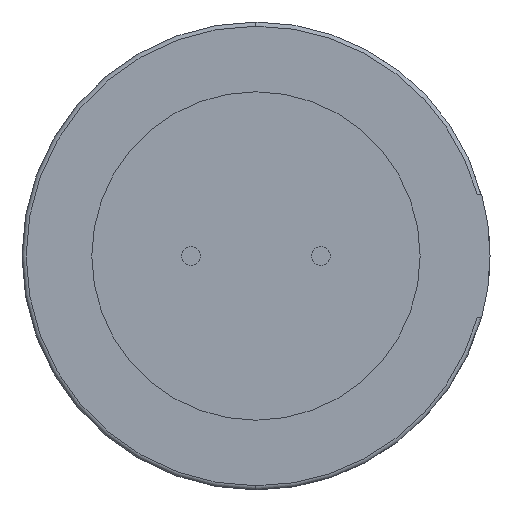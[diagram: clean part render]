
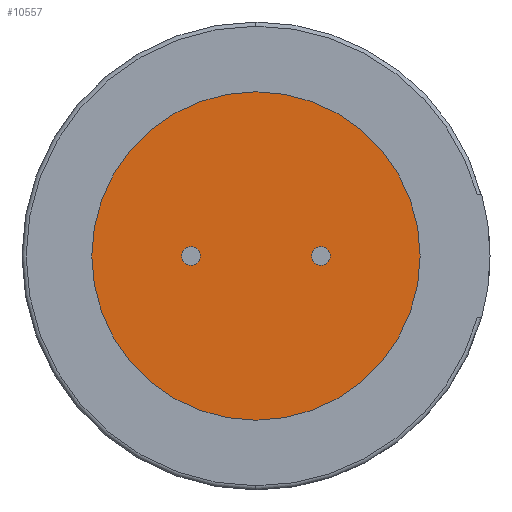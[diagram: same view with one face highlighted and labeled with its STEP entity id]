
A CAD part, front view. The second image highlights one B-rep face of the part: STEP entity #10557.
In plain terms, the highlighted planar face has unit normal (0, -1, 0).
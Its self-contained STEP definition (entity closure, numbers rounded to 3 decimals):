
#209 = CARTESIAN_POINT ( 'NONE',  ( 0., -24.875, 0. ) ) ;
#1345 = DIRECTION ( 'NONE',  ( 0., -1., 0. ) ) ;
#1726 = DIRECTION ( 'NONE',  ( 0., 1., 0. ) ) ;
#2182 = DIRECTION ( 'NONE',  ( 0., 0., 1. ) ) ;
#2334 = VERTEX_POINT ( 'NONE', #12760 ) ;
#2545 = CIRCLE ( 'NONE', #17087, 0.7 ) ;
#2659 = AXIS2_PLACEMENT_3D ( 'NONE', #20096, #25120, #20260 ) ;
#3135 = AXIS2_PLACEMENT_3D ( 'NONE', #209, #12253, #21893 ) ;
#5158 = DIRECTION ( 'NONE',  ( 0., 0., 1. ) ) ;
#6684 = EDGE_CURVE ( 'NONE', #24522, #11112, #31776, .T. ) ;
#7736 = EDGE_CURVE ( 'NONE', #2334, #20811, #14123, .T. ) ;
#7775 = AXIS2_PLACEMENT_3D ( 'NONE', #22564, #24845, #5158 ) ;
#9101 = EDGE_LOOP ( 'NONE', ( #13702, #16032 ) ) ;
#9128 = CARTESIAN_POINT ( 'NONE',  ( 0., -24.875, 0. ) ) ;
#10557 = ADVANCED_FACE ( 'NONE', ( #11932, #11459, #14237 ), #26451, .F. ) ;
#11112 = VERTEX_POINT ( 'NONE', #15117 ) ;
#11326 = CARTESIAN_POINT ( 'NONE',  ( 4.905, -24.875, 0. ) ) ;
#11459 = FACE_BOUND ( 'NONE', #21708, .T. ) ;
#11932 = FACE_BOUND ( 'NONE', #29248, .T. ) ;
#12253 = DIRECTION ( 'NONE',  ( 0., -1., 0. ) ) ;
#12760 = CARTESIAN_POINT ( 'NONE',  ( -4.905, -24.875, 0.7 ) ) ;
#13313 = ORIENTED_EDGE ( 'NONE', *, *, #23461, .T. ) ;
#13615 = ORIENTED_EDGE ( 'NONE', *, *, #7736, .T. ) ;
#13702 = ORIENTED_EDGE ( 'NONE', *, *, #27744, .T. ) ;
#14123 = CIRCLE ( 'NONE', #25030, 0.7 ) ;
#14237 = FACE_OUTER_BOUND ( 'NONE', #9101, .T. ) ;
#14383 = DIRECTION ( 'NONE',  ( 0., 1., 0. ) ) ;
#15117 = CARTESIAN_POINT ( 'NONE',  ( 4.905, -24.875, -0.7 ) ) ;
#16032 = ORIENTED_EDGE ( 'NONE', *, *, #21965, .T. ) ;
#16469 = DIRECTION ( 'NONE',  ( 0., 0., -1. ) ) ;
#16895 = ORIENTED_EDGE ( 'NONE', *, *, #26557, .T. ) ;
#17004 = CARTESIAN_POINT ( 'NONE',  ( -4.905, -24.875, 0. ) ) ;
#17087 = AXIS2_PLACEMENT_3D ( 'NONE', #11326, #1726, #18807 ) ;
#18807 = DIRECTION ( 'NONE',  ( 0., 0., 1. ) ) ;
#19452 = VERTEX_POINT ( 'NONE', #21692 ) ;
#19540 = CIRCLE ( 'NONE', #23660, 12.4 ) ;
#20096 = CARTESIAN_POINT ( 'NONE',  ( 0., -24.875, 12.4 ) ) ;
#20260 = DIRECTION ( 'NONE',  ( 0., 0., 1. ) ) ;
#20811 = VERTEX_POINT ( 'NONE', #27867 ) ;
#20885 = CARTESIAN_POINT ( 'NONE',  ( 4.905, -24.875, 0.7 ) ) ;
#21692 = CARTESIAN_POINT ( 'NONE',  ( 0., -24.875, 12.4 ) ) ;
#21708 = EDGE_LOOP ( 'NONE', ( #27796, #16895 ) ) ;
#21893 = DIRECTION ( 'NONE',  ( 0., 0., -1. ) ) ;
#21965 = EDGE_CURVE ( 'NONE', #19452, #25533, #19540, .T. ) ;
#22231 = CIRCLE ( 'NONE', #23748, 0.7 ) ;
#22564 = CARTESIAN_POINT ( 'NONE',  ( 4.905, -24.875, 0. ) ) ;
#23408 = CARTESIAN_POINT ( 'NONE',  ( 0., -24.875, -12.4 ) ) ;
#23461 = EDGE_CURVE ( 'NONE', #20811, #2334, #22231, .T. ) ;
#23660 = AXIS2_PLACEMENT_3D ( 'NONE', #9128, #1345, #16469 ) ;
#23748 = AXIS2_PLACEMENT_3D ( 'NONE', #27078, #14383, #24444 ) ;
#24444 = DIRECTION ( 'NONE',  ( 0., 0., 1. ) ) ;
#24481 = DIRECTION ( 'NONE',  ( 0., 1., 0. ) ) ;
#24522 = VERTEX_POINT ( 'NONE', #20885 ) ;
#24845 = DIRECTION ( 'NONE',  ( 0., 1., 0. ) ) ;
#25030 = AXIS2_PLACEMENT_3D ( 'NONE', #17004, #24481, #2182 ) ;
#25120 = DIRECTION ( 'NONE',  ( 0., 1., 0. ) ) ;
#25533 = VERTEX_POINT ( 'NONE', #23408 ) ;
#26451 = PLANE ( 'NONE',  #2659 ) ;
#26557 = EDGE_CURVE ( 'NONE', #11112, #24522, #2545, .T. ) ;
#27078 = CARTESIAN_POINT ( 'NONE',  ( -4.905, -24.875, 0. ) ) ;
#27744 = EDGE_CURVE ( 'NONE', #25533, #19452, #29194, .T. ) ;
#27796 = ORIENTED_EDGE ( 'NONE', *, *, #6684, .T. ) ;
#27867 = CARTESIAN_POINT ( 'NONE',  ( -4.905, -24.875, -0.7 ) ) ;
#29194 = CIRCLE ( 'NONE', #3135, 12.4 ) ;
#29248 = EDGE_LOOP ( 'NONE', ( #13615, #13313 ) ) ;
#31776 = CIRCLE ( 'NONE', #7775, 0.7 ) ;
